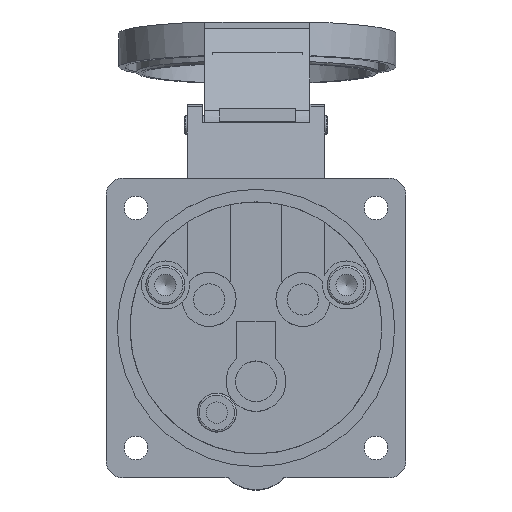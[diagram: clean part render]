
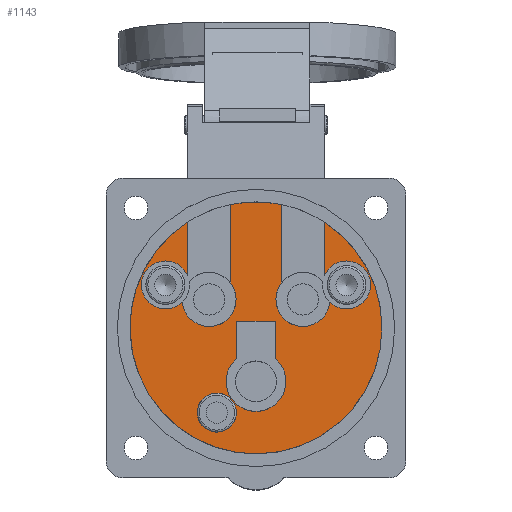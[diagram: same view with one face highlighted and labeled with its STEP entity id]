
A CAD part, top view. The second image highlights one B-rep face of the part: STEP entity #1143.
In plain terms, the highlighted planar face has unit normal (0, 0, 1).
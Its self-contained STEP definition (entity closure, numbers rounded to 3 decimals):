
#215=LINE('',#5179,#413);
#219=LINE('',#5188,#417);
#225=LINE('',#5223,#423);
#226=LINE('',#5229,#424);
#227=LINE('',#5233,#425);
#228=LINE('',#5238,#426);
#229=LINE('',#5240,#427);
#413=VECTOR('',#4282,1.);
#417=VECTOR('',#4288,1.);
#423=VECTOR('',#4324,1.);
#424=VECTOR('',#4329,1.);
#425=VECTOR('',#4334,1.);
#426=VECTOR('',#4337,1.);
#427=VECTOR('',#4338,1.);
#956=FACE_BOUND('',#1616,.T.);
#957=FACE_BOUND('',#1617,.T.);
#958=FACE_BOUND('',#1618,.T.);
#1143=ADVANCED_FACE('',(#956,#957,#958),#1273,.T.);
#1273=PLANE('',#3519);
#1616=EDGE_LOOP('',(#2292));
#1617=EDGE_LOOP('',(#2293,#2294,#2295,#2296,#2297,#2298,#2299,#2300,#2301,
#2302));
#1618=EDGE_LOOP('',(#2303,#2304,#2305,#2306));
#2292=ORIENTED_EDGE('',*,*,#2992,.T.);
#2293=ORIENTED_EDGE('',*,*,#3001,.F.);
#2294=ORIENTED_EDGE('',*,*,#3013,.T.);
#2295=ORIENTED_EDGE('',*,*,#3022,.F.);
#2296=ORIENTED_EDGE('',*,*,#3023,.T.);
#2297=ORIENTED_EDGE('',*,*,#3024,.F.);
#2298=ORIENTED_EDGE('',*,*,#3025,.F.);
#2299=ORIENTED_EDGE('',*,*,#3009,.T.);
#2300=ORIENTED_EDGE('',*,*,#3005,.F.);
#2301=ORIENTED_EDGE('',*,*,#3026,.F.);
#2302=ORIENTED_EDGE('',*,*,#3027,.T.);
#2303=ORIENTED_EDGE('',*,*,#3028,.F.);
#2304=ORIENTED_EDGE('',*,*,#3029,.T.);
#2305=ORIENTED_EDGE('',*,*,#3030,.F.);
#2306=ORIENTED_EDGE('',*,*,#3031,.F.);
#2639=VERTEX_POINT('',#5155);
#2648=VERTEX_POINT('',#5180);
#2649=VERTEX_POINT('',#5181);
#2652=VERTEX_POINT('',#5189);
#2653=VERTEX_POINT('',#5190);
#2656=VERTEX_POINT('',#5198);
#2659=VERTEX_POINT('',#5204);
#2666=VERTEX_POINT('',#5224);
#2667=VERTEX_POINT('',#5226);
#2668=VERTEX_POINT('',#5228);
#2669=VERTEX_POINT('',#5231);
#2670=VERTEX_POINT('',#5234);
#2671=VERTEX_POINT('',#5235);
#2672=VERTEX_POINT('',#5237);
#2673=VERTEX_POINT('',#5239);
#2992=EDGE_CURVE('',#2639,#2639,#3184,.T.);
#3001=EDGE_CURVE('',#2648,#2649,#215,.T.);
#3005=EDGE_CURVE('',#2652,#2653,#219,.T.);
#3009=EDGE_CURVE('',#2656,#2653,#3193,.T.);
#3013=EDGE_CURVE('',#2648,#2659,#3195,.T.);
#3022=EDGE_CURVE('',#2666,#2659,#225,.T.);
#3023=EDGE_CURVE('',#2666,#2667,#3204,.T.);
#3024=EDGE_CURVE('',#2668,#2667,#3205,.T.);
#3025=EDGE_CURVE('',#2656,#2668,#226,.T.);
#3026=EDGE_CURVE('',#2669,#2652,#3206,.T.);
#3027=EDGE_CURVE('',#2669,#2649,#3207,.T.);
#3028=EDGE_CURVE('',#2670,#2671,#227,.T.);
#3029=EDGE_CURVE('',#2670,#2672,#3208,.T.);
#3030=EDGE_CURVE('',#2673,#2672,#228,.T.);
#3031=EDGE_CURVE('',#2671,#2673,#229,.T.);
#3184=CIRCLE('',#3482,4.5);
#3193=CIRCLE('',#3500,29.4);
#3195=CIRCLE('',#3502,29.4);
#3204=CIRCLE('',#3514,6.3);
#3205=CIRCLE('',#3515,5.6);
#3206=CIRCLE('',#3516,5.6);
#3207=CIRCLE('',#3517,6.3);
#3208=CIRCLE('',#3518,7.);
#3482=AXIS2_PLACEMENT_3D('',#5154,#4250,#4251);
#3500=AXIS2_PLACEMENT_3D('',#5197,#4294,#4295);
#3502=AXIS2_PLACEMENT_3D('',#5205,#4300,#4301);
#3514=AXIS2_PLACEMENT_3D('',#5225,#4325,#4326);
#3515=AXIS2_PLACEMENT_3D('',#5227,#4327,#4328);
#3516=AXIS2_PLACEMENT_3D('',#5230,#4330,#4331);
#3517=AXIS2_PLACEMENT_3D('',#5232,#4332,#4333);
#3518=AXIS2_PLACEMENT_3D('',#5236,#4335,#4336);
#3519=AXIS2_PLACEMENT_3D('',#5241,#4339,#4340);
#4250=DIRECTION('',(0.,0.,-1.));
#4251=DIRECTION('',(1.,0.,0.));
#4282=DIRECTION('',(0.,-1.,0.));
#4288=DIRECTION('',(0.,1.,0.));
#4294=DIRECTION('',(0.,0.,1.));
#4295=DIRECTION('',(1.,0.,0.));
#4300=DIRECTION('',(0.,0.,1.));
#4301=DIRECTION('',(1.,0.,0.));
#4324=DIRECTION('',(0.,1.,0.));
#4325=DIRECTION('',(0.,0.,-1.));
#4326=DIRECTION('',(1.,0.,0.));
#4327=DIRECTION('',(0.,0.,1.));
#4328=DIRECTION('',(1.,0.,0.));
#4329=DIRECTION('',(0.,-1.,0.));
#4330=DIRECTION('',(0.,0.,1.));
#4331=DIRECTION('',(-1.,0.,0.));
#4332=DIRECTION('',(0.,0.,-1.));
#4333=DIRECTION('',(1.,0.,0.));
#4334=DIRECTION('',(0.,1.,0.));
#4335=DIRECTION('',(0.,0.,-1.));
#4336=DIRECTION('',(1.,0.,0.));
#4337=DIRECTION('',(0.,-1.,0.));
#4338=DIRECTION('',(-1.,0.,0.));
#4339=DIRECTION('',(0.,0.,1.));
#4340=DIRECTION('',(-1.,0.,0.));
#5154=CARTESIAN_POINT('',(-9.138,-19.768,66.2));
#5155=CARTESIAN_POINT('',(-4.638,-19.768,66.2));
#5179=CARTESIAN_POINT('',(5.95,28.792,66.2));
#5180=CARTESIAN_POINT('',(5.95,28.792,66.2));
#5181=CARTESIAN_POINT('',(5.95,10.472,66.2));
#5188=CARTESIAN_POINT('',(15.95,12.126,66.2));
#5189=CARTESIAN_POINT('',(15.95,12.126,66.2));
#5190=CARTESIAN_POINT('',(15.95,24.697,66.2));
#5197=CARTESIAN_POINT('',(0.,0.,66.2));
#5198=CARTESIAN_POINT('',(-15.95,24.697,66.2));
#5204=CARTESIAN_POINT('',(-5.95,28.792,66.2));
#5205=CARTESIAN_POINT('',(0.,0.,66.2));
#5223=CARTESIAN_POINT('',(-5.95,10.472,66.2));
#5224=CARTESIAN_POINT('',(-5.95,10.472,66.2));
#5225=CARTESIAN_POINT('',(-10.95,6.639,66.2));
#5226=CARTESIAN_POINT('',(-17.219,6.012,66.2));
#5227=CARTESIAN_POINT('',(-21.136,10.014,66.2));
#5228=CARTESIAN_POINT('',(-15.95,12.126,66.2));
#5229=CARTESIAN_POINT('',(-15.95,24.697,66.2));
#5230=CARTESIAN_POINT('',(21.136,10.014,66.2));
#5231=CARTESIAN_POINT('',(17.219,6.012,66.2));
#5232=CARTESIAN_POINT('',(10.95,6.639,66.2));
#5233=CARTESIAN_POINT('',(4.5,-7.138,66.2));
#5234=CARTESIAN_POINT('',(4.5,-7.138,66.2));
#5235=CARTESIAN_POINT('',(4.5,1.5,66.2));
#5236=CARTESIAN_POINT('',(0.,-12.5,66.2));
#5237=CARTESIAN_POINT('',(-4.5,-7.138,66.2));
#5238=CARTESIAN_POINT('',(-4.5,1.5,66.2));
#5239=CARTESIAN_POINT('',(-4.5,1.5,66.2));
#5240=CARTESIAN_POINT('',(0.,1.5,66.2));
#5241=CARTESIAN_POINT('',(0.,0.,66.2));
